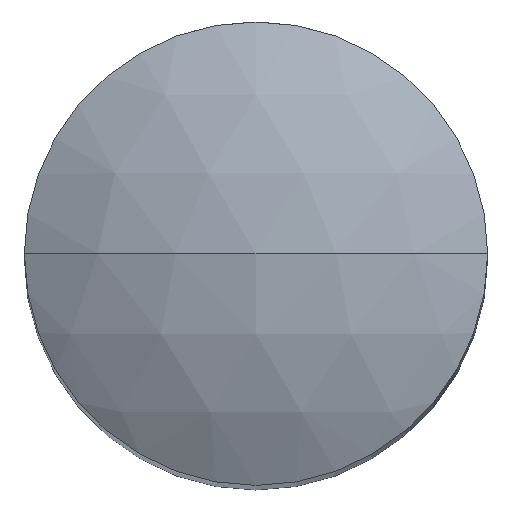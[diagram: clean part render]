
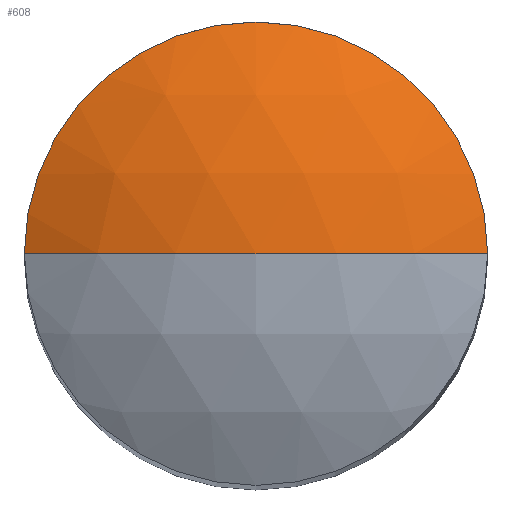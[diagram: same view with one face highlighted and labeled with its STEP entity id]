
A CAD part, top view. The second image highlights one B-rep face of the part: STEP entity #608.
In plain terms, the highlighted spherical face has radius 4 mm.
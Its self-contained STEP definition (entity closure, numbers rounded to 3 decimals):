
#4 = VERTEX_POINT ( 'NONE', #509 ) ;
#12 = EDGE_CURVE ( 'NONE', #4, #396, #196, .T. ) ;
#45 = EDGE_CURVE ( 'NONE', #396, #482, #178, .T. ) ;
#59 = ORIENTED_EDGE ( 'NONE', *, *, #388, .T. ) ;
#84 = CARTESIAN_POINT ( 'NONE',  ( 0., 0., 11.964 ) ) ;
#96 = CIRCLE ( 'NONE', #360, 4. ) ;
#131 = CARTESIAN_POINT ( 'NONE',  ( 0., 0., 8.5 ) ) ;
#139 = CARTESIAN_POINT ( 'NONE',  ( 2., 0., 11.964 ) ) ;
#178 = CIRCLE ( 'NONE', #672, 2. ) ;
#196 = CIRCLE ( 'NONE', #546, 4. ) ;
#197 = ORIENTED_EDGE ( 'NONE', *, *, #45, .F. ) ;
#203 = CARTESIAN_POINT ( 'NONE',  ( -2., 0., 11.964 ) ) ;
#216 = DIRECTION ( 'NONE',  ( 0., -1., 0. ) ) ;
#218 = SPHERICAL_SURFACE ( 'NONE', #654, 4. ) ;
#256 = EDGE_LOOP ( 'NONE', ( #286, #59, #197 ) ) ;
#286 = ORIENTED_EDGE ( 'NONE', *, *, #12, .F. ) ;
#302 = DIRECTION ( 'NONE',  ( -1., 0., 0. ) ) ;
#342 = CARTESIAN_POINT ( 'NONE',  ( 0., 0., 8.5 ) ) ;
#360 = AXIS2_PLACEMENT_3D ( 'NONE', #342, #767, #398 ) ;
#388 = EDGE_CURVE ( 'NONE', #4, #482, #96, .T. ) ;
#396 = VERTEX_POINT ( 'NONE', #203 ) ;
#398 = DIRECTION ( 'NONE',  ( 0., 0., 1. ) ) ;
#402 = DIRECTION ( 'NONE',  ( 0., 0., -1. ) ) ;
#429 = DIRECTION ( 'NONE',  ( 1., 0., 0. ) ) ;
#482 = VERTEX_POINT ( 'NONE', #139 ) ;
#509 = CARTESIAN_POINT ( 'NONE',  ( 0., 0., 12.5 ) ) ;
#546 = AXIS2_PLACEMENT_3D ( 'NONE', #131, #699, #429 ) ;
#608 = ADVANCED_FACE ( 'NONE', ( #644 ), #218, .T. ) ;
#644 = FACE_OUTER_BOUND ( 'NONE', #256, .T. ) ;
#654 = AXIS2_PLACEMENT_3D ( 'NONE', #662, #216, #833 ) ;
#662 = CARTESIAN_POINT ( 'NONE',  ( 0., 0., 8.5 ) ) ;
#672 = AXIS2_PLACEMENT_3D ( 'NONE', #84, #402, #302 ) ;
#699 = DIRECTION ( 'NONE',  ( 0., -1., 0. ) ) ;
#767 = DIRECTION ( 'NONE',  ( 0., 1., 0. ) ) ;
#833 = DIRECTION ( 'NONE',  ( 1., 0., 0. ) ) ;
